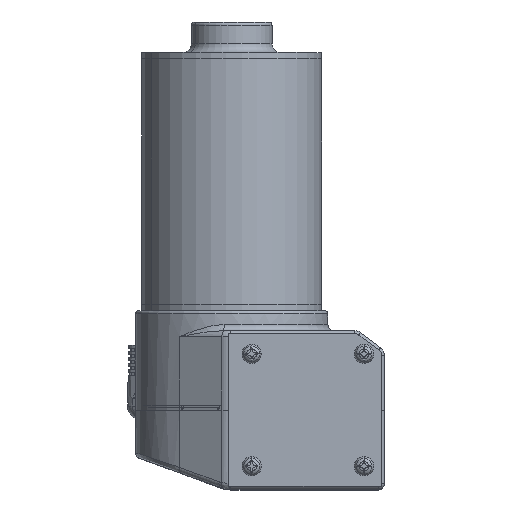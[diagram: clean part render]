
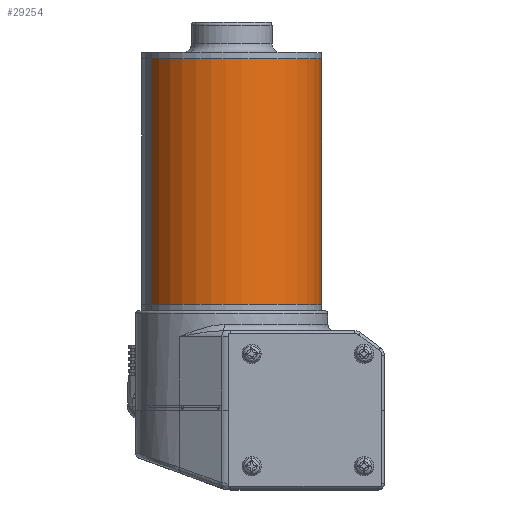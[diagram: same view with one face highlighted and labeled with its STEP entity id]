
A CAD part, top view. The second image highlights one B-rep face of the part: STEP entity #29254.
In plain terms, the highlighted cylindrical face has radius 29.5 mm (diameter 59 mm), a partial arc.
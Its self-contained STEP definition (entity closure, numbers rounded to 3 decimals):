
#22 = VECTOR ( 'NONE', #6247, 1000. ) ;
#438 = DIRECTION ( 'NONE',  ( 1., 0., 0. ) ) ;
#1271 = EDGE_CURVE ( 'NONE', #12208, #9987, #6208, .T. ) ;
#2846 = CARTESIAN_POINT ( 'NONE',  ( 0., 0., 80.5 ) ) ;
#4033 = CARTESIAN_POINT ( 'NONE',  ( -29.5, 0., 80.5 ) ) ;
#5996 = CARTESIAN_POINT ( 'NONE',  ( 29.5, 0., 0. ) ) ;
#6208 = LINE ( 'NONE', #4033, #22 ) ;
#6247 = DIRECTION ( 'NONE',  ( 0., 0., -1. ) ) ;
#7452 = ORIENTED_EDGE ( 'NONE', *, *, #24183, .F. ) ;
#8249 = FACE_OUTER_BOUND ( 'NONE', #10711, .T. ) ;
#9320 = EDGE_CURVE ( 'NONE', #30023, #26067, #16503, .T. ) ;
#9942 = AXIS2_PLACEMENT_3D ( 'NONE', #11240, #27483, #13580 ) ;
#9987 = VERTEX_POINT ( 'NONE', #10117 ) ;
#10117 = CARTESIAN_POINT ( 'NONE',  ( -29.5, 0., 0. ) ) ;
#10711 = EDGE_LOOP ( 'NONE', ( #7452, #19376, #12610, #19160 ) ) ;
#11240 = CARTESIAN_POINT ( 'NONE',  ( 0., 0., 80.5 ) ) ;
#12208 = VERTEX_POINT ( 'NONE', #25728 ) ;
#12610 = ORIENTED_EDGE ( 'NONE', *, *, #13517, .T. ) ;
#13315 = CIRCLE ( 'NONE', #18881, 29.5 ) ;
#13517 = EDGE_CURVE ( 'NONE', #26067, #9987, #13315, .T. ) ;
#13580 = DIRECTION ( 'NONE',  ( 1., 0., 0. ) ) ;
#13724 = CYLINDRICAL_SURFACE ( 'NONE', #22293, 29.5 ) ;
#14356 = DIRECTION ( 'NONE',  ( 0., 0., 1. ) ) ;
#16503 = LINE ( 'NONE', #16972, #21969 ) ;
#16695 = DIRECTION ( 'NONE',  ( -1., 0., 0. ) ) ;
#16789 = DIRECTION ( 'NONE',  ( 0., 0., -1. ) ) ;
#16972 = CARTESIAN_POINT ( 'NONE',  ( 29.5, 0., 80.5 ) ) ;
#18881 = AXIS2_PLACEMENT_3D ( 'NONE', #28283, #14356, #438 ) ;
#19160 = ORIENTED_EDGE ( 'NONE', *, *, #1271, .F. ) ;
#19376 = ORIENTED_EDGE ( 'NONE', *, *, #9320, .T. ) ;
#20073 = CIRCLE ( 'NONE', #9942, 29.5 ) ;
#21969 = VECTOR ( 'NONE', #23873, 1000. ) ;
#22293 = AXIS2_PLACEMENT_3D ( 'NONE', #2846, #16789, #16695 ) ;
#23873 = DIRECTION ( 'NONE',  ( 0., 0., -1. ) ) ;
#24183 = EDGE_CURVE ( 'NONE', #30023, #12208, #20073, .T. ) ;
#25728 = CARTESIAN_POINT ( 'NONE',  ( -29.5, 0., 80.5 ) ) ;
#26067 = VERTEX_POINT ( 'NONE', #5996 ) ;
#26274 = CARTESIAN_POINT ( 'NONE',  ( 29.5, 0., 80.5 ) ) ;
#27483 = DIRECTION ( 'NONE',  ( 0., 0., 1. ) ) ;
#28283 = CARTESIAN_POINT ( 'NONE',  ( 0., 0., 0. ) ) ;
#29254 = ADVANCED_FACE ( 'NONE', ( #8249 ), #13724, .T. ) ;
#30023 = VERTEX_POINT ( 'NONE', #26274 ) ;
